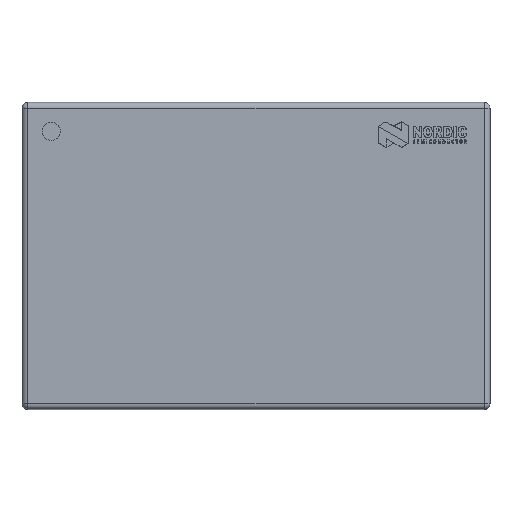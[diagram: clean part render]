
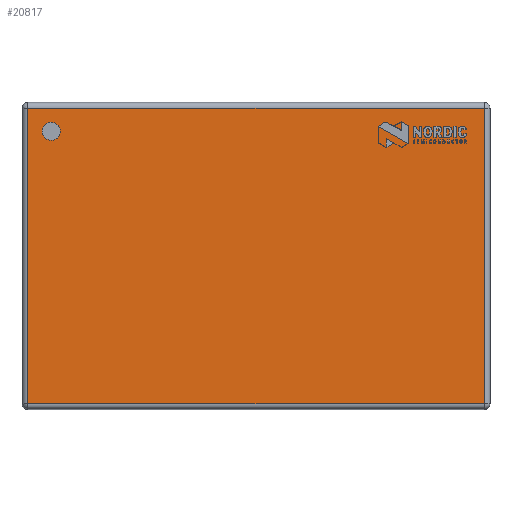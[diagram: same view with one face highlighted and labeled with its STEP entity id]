
A CAD part, top view. The second image highlights one B-rep face of the part: STEP entity #20817.
In plain terms, the highlighted planar face has unit normal (0, 0, 1).
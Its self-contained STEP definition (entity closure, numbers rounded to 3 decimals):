
#1797=FACE_OUTER_BOUND('',#3096,.T.);
#3096=EDGE_LOOP('',(#17055,#17056,#17057,#17058));
#5405=LINE('',#31795,#7915);
#5406=LINE('',#31800,#7916);
#5407=LINE('',#31806,#7917);
#5408=LINE('',#31811,#7918);
#7915=VECTOR('',#26494,10.1);
#7916=VECTOR('',#26501,15.6);
#7917=VECTOR('',#26510,10.1);
#7918=VECTOR('',#26519,15.6);
#9785=VERTEX_POINT('',#31791);
#9786=VERTEX_POINT('',#31793);
#9787=VERTEX_POINT('',#31797);
#9788=VERTEX_POINT('',#31803);
#12291=EDGE_CURVE('',#9786,#9785,#5405,.T.);
#12294=EDGE_CURVE('',#9785,#9787,#5406,.T.);
#12297=EDGE_CURVE('',#9787,#9788,#5407,.T.);
#12300=EDGE_CURVE('',#9788,#9786,#5408,.T.);
#17055=ORIENTED_EDGE('',*,*,#12291,.F.);
#17056=ORIENTED_EDGE('',*,*,#12300,.F.);
#17057=ORIENTED_EDGE('',*,*,#12297,.F.);
#17058=ORIENTED_EDGE('',*,*,#12294,.F.);
#19644=PLANE('',#22324);
#20817=ADVANCED_FACE('',(#1797),#19644,.T.);
#22324=AXIS2_PLACEMENT_3D('',#31814,#26524,#26525);
#26494=DIRECTION('',(0.,1.,0.));
#26501=DIRECTION('',(1.,0.,0.));
#26510=DIRECTION('',(0.,-1.,0.));
#26519=DIRECTION('',(-1.,0.,0.));
#26524=DIRECTION('center_axis',(0.,0.,1.));
#26525=DIRECTION('ref_axis',(1.,0.,0.));
#31791=CARTESIAN_POINT('',(-7.8,5.05,1.05));
#31793=CARTESIAN_POINT('',(-7.8,-5.05,1.05));
#31795=CARTESIAN_POINT('',(-7.8,2.625,1.05));
#31797=CARTESIAN_POINT('',(7.8,5.05,1.05));
#31800=CARTESIAN_POINT('',(4.,5.05,1.05));
#31803=CARTESIAN_POINT('',(7.8,-5.05,1.05));
#31806=CARTESIAN_POINT('',(7.8,-2.625,1.05));
#31811=CARTESIAN_POINT('',(-4.,-5.05,1.05));
#31814=CARTESIAN_POINT('Origin',(0.,0.,
1.05));
